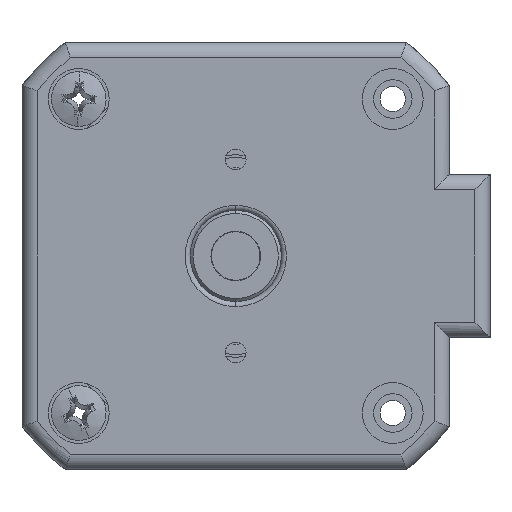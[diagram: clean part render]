
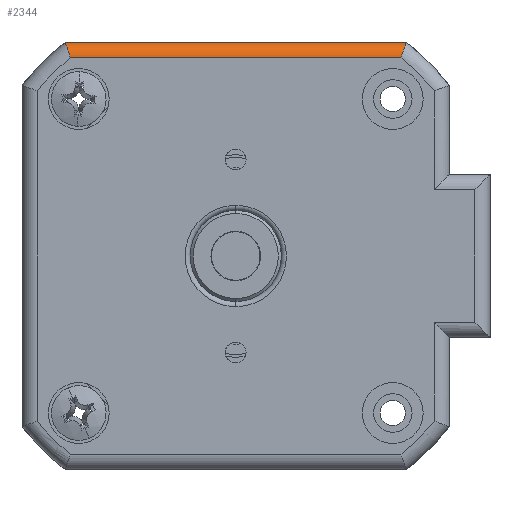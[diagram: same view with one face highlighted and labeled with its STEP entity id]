
A CAD part, front view. The second image highlights one B-rep face of the part: STEP entity #2344.
In plain terms, the highlighted cylindrical face has radius 1.5 mm (diameter 3 mm), a partial arc.
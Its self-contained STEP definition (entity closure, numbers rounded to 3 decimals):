
#3 = CARTESIAN_POINT ( 'NONE',  ( -33.963, -43.708, 53.14 ) ) ;
#155 = B_SPLINE_CURVE_WITH_KNOTS ( 'NONE', 3,
 ( #8489, #3, #4955, #726, #5671, #1424, #6380, #2149, #7080, #2835, #7801, #3555 ),
 .UNSPECIFIED., .F., .F.,
 ( 4, 2, 2, 2, 2, 4 ),
 ( 0., 0.001, 0.001, 0.002, 0.002, 0.002 ),
 .UNSPECIFIED. ) ;
#243 = ORIENTED_EDGE ( 'NONE', *, *, #2298, .F. ) ;
#322 = CARTESIAN_POINT ( 'NONE',  ( -17.581, -43.708, 52.95 ) ) ;
#385 = ORIENTED_EDGE ( 'NONE', *, *, #2970, .F. ) ;
#390 = CARTESIAN_POINT ( 'NONE',  ( -0.945, -43.421, 53.855 ) ) ;
#726 = CARTESIAN_POINT ( 'NONE',  ( -34.159, -43.528, 53.688 ) ) ;
#790 = ORIENTED_EDGE ( 'NONE', *, *, #2605, .F. ) ;
#1031 = DIRECTION ( 'NONE',  ( -1., 0., 0. ) ) ;
#1091 = CARTESIAN_POINT ( 'NONE',  ( -0.805, -42.982, 54.251 ) ) ;
#1242 = VECTOR ( 'NONE', #1803, 1000. ) ;
#1413 = VERTEX_POINT ( 'NONE', #3787 ) ;
#1424 = CARTESIAN_POINT ( 'NONE',  ( -34.317, -43.149, 54.135 ) ) ;
#1666 = VERTEX_POINT ( 'NONE', #8279 ) ;
#1803 = DIRECTION ( 'NONE',  ( 1., 0., 0. ) ) ;
#1824 = ORIENTED_EDGE ( 'NONE', *, *, #8722, .T. ) ;
#1826 = CARTESIAN_POINT ( 'NONE',  ( -0.753, -42.608, 54.399 ) ) ;
#1987 = EDGE_LOOP ( 'NONE', ( #1824, #790, #385, #243 ) ) ;
#2149 = CARTESIAN_POINT ( 'NONE',  ( -34.399, -42.706, 54.369 ) ) ;
#2298 = EDGE_CURVE ( 'NONE', #1413, #4315, #2902, .T. ) ;
#2344 = ADVANCED_FACE ( 'NONE', ( #7430 ), #7216, .T. ) ;
#2515 = CARTESIAN_POINT ( 'NONE',  ( -0.735, -42.311, 54.45 ) ) ;
#2605 = EDGE_CURVE ( 'NONE', #8218, #1666, #5016, .T. ) ;
#2835 = CARTESIAN_POINT ( 'NONE',  ( -34.424, -42.411, 54.44 ) ) ;
#2902 = LINE ( 'NONE', #322, #7661 ) ;
#2970 = EDGE_CURVE ( 'NONE', #4315, #8218, #155, .T. ) ;
#3179 = DIRECTION ( 'NONE',  ( 0., 0., -1. ) ) ;
#3555 = CARTESIAN_POINT ( 'NONE',  ( -34.427, -42.208, 54.45 ) ) ;
#3787 = CARTESIAN_POINT ( 'NONE',  ( -1.269, -43.708, 52.95 ) ) ;
#4315 = VERTEX_POINT ( 'NONE', #9186 ) ;
#4630 = CARTESIAN_POINT ( 'NONE',  ( -1.004, -43.528, 53.688 ) ) ;
#4955 = CARTESIAN_POINT ( 'NONE',  ( -34.032, -43.671, 53.333 ) ) ;
#5016 = LINE ( 'NONE', #6021, #1242 ) ;
#5297 = DIRECTION ( 'NONE',  ( 1., 0., 0. ) ) ;
#5334 = CARTESIAN_POINT ( 'NONE',  ( -0.846, -43.149, 54.135 ) ) ;
#5671 = CARTESIAN_POINT ( 'NONE',  ( -34.218, -43.421, 53.855 ) ) ;
#5778 = AXIS2_PLACEMENT_3D ( 'NONE', #7421, #5297, #3179 ) ;
#6021 = CARTESIAN_POINT ( 'NONE',  ( -34.427, -42.208, 54.45 ) ) ;
#6042 = CARTESIAN_POINT ( 'NONE',  ( -0.764, -42.706, 54.369 ) ) ;
#6380 = CARTESIAN_POINT ( 'NONE',  ( -34.358, -42.982, 54.251 ) ) ;
#6401 = B_SPLINE_CURVE_WITH_KNOTS ( 'NONE', 3,
 ( #7427, #6723, #8861, #4630, #390, #5334, #1091, #6042, #1826, #6761, #2515, #7455 ),
 .UNSPECIFIED., .F., .F.,
 ( 4, 2, 2, 2, 2, 4 ),
 ( 0., 0.001, 0.001, 0.002, 0.002, 0.002 ),
 .UNSPECIFIED. ) ;
#6723 = CARTESIAN_POINT ( 'NONE',  ( -1.2, -43.708, 53.14 ) ) ;
#6761 = CARTESIAN_POINT ( 'NONE',  ( -0.739, -42.411, 54.44 ) ) ;
#7080 = CARTESIAN_POINT ( 'NONE',  ( -34.41, -42.608, 54.399 ) ) ;
#7216 = CYLINDRICAL_SURFACE ( 'NONE', #5778, 1.5 ) ;
#7421 = CARTESIAN_POINT ( 'NONE',  ( -34.427, -42.208, 52.95 ) ) ;
#7427 = CARTESIAN_POINT ( 'NONE',  ( -1.269, -43.708, 52.95 ) ) ;
#7430 = FACE_OUTER_BOUND ( 'NONE', #1987, .T. ) ;
#7455 = CARTESIAN_POINT ( 'NONE',  ( -0.735, -42.208, 54.45 ) ) ;
#7661 = VECTOR ( 'NONE', #1031, 1000. ) ;
#7801 = CARTESIAN_POINT ( 'NONE',  ( -34.427, -42.311, 54.45 ) ) ;
#8218 = VERTEX_POINT ( 'NONE', #8374 ) ;
#8279 = CARTESIAN_POINT ( 'NONE',  ( -0.735, -42.208, 54.45 ) ) ;
#8374 = CARTESIAN_POINT ( 'NONE',  ( -34.427, -42.208, 54.45 ) ) ;
#8489 = CARTESIAN_POINT ( 'NONE',  ( -33.894, -43.708, 52.95 ) ) ;
#8722 = EDGE_CURVE ( 'NONE', #1413, #1666, #6401, .T. ) ;
#8861 = CARTESIAN_POINT ( 'NONE',  ( -1.131, -43.671, 53.333 ) ) ;
#9186 = CARTESIAN_POINT ( 'NONE',  ( -33.894, -43.708, 52.95 ) ) ;
